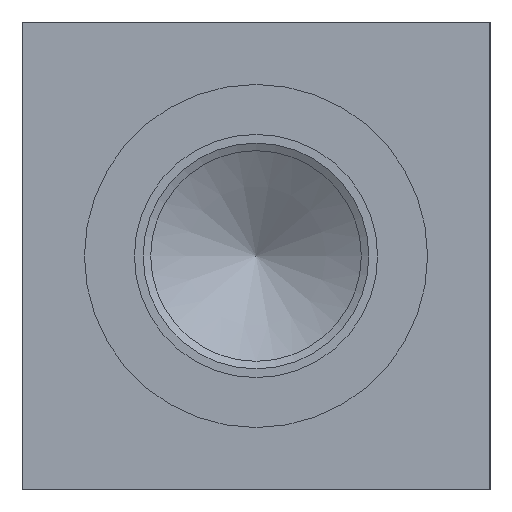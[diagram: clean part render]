
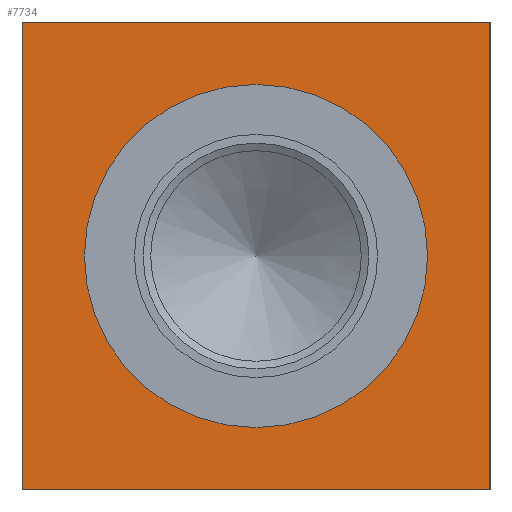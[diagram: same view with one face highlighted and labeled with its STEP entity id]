
A CAD part, left-side view. The second image highlights one B-rep face of the part: STEP entity #7734.
In plain terms, the highlighted planar face has unit normal (-1, 0, 0).
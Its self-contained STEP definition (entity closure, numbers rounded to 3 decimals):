
#124=CIRCLE('',#8013,23.279);
#125=CIRCLE('',#8014,23.279);
#583=FACE_BOUND('',#1429,.T.);
#981=FACE_OUTER_BOUND('',#1428,.T.);
#1428=EDGE_LOOP('',(#6769,#6770,#6771,#6772));
#1429=EDGE_LOOP('',(#6773,#6774));
#1825=LINE('',#10712,#2541);
#2153=LINE('',#13292,#2869);
#2154=LINE('',#13293,#2870);
#2155=LINE('',#13294,#2871);
#2541=VECTOR('',#8846,10.);
#2869=VECTOR('',#9786,10.);
#2870=VECTOR('',#9787,10.);
#2871=VECTOR('',#9788,10.);
#3139=VERTEX_POINT('',#10705);
#3142=VERTEX_POINT('',#10710);
#3485=VERTEX_POINT('',#12944);
#3486=VERTEX_POINT('',#12945);
#3599=VERTEX_POINT('',#13290);
#3600=VERTEX_POINT('',#13291);
#3999=EDGE_CURVE('',#3142,#3139,#1825,.T.);
#4499=EDGE_CURVE('',#3485,#3486,#124,.T.);
#4500=EDGE_CURVE('',#3486,#3485,#125,.T.);
#4665=EDGE_CURVE('',#3599,#3600,#2153,.T.);
#4666=EDGE_CURVE('',#3600,#3139,#2154,.T.);
#4667=EDGE_CURVE('',#3599,#3142,#2155,.T.);
#6769=ORIENTED_EDGE('',*,*,#4665,.T.);
#6770=ORIENTED_EDGE('',*,*,#4666,.T.);
#6771=ORIENTED_EDGE('',*,*,#3999,.F.);
#6772=ORIENTED_EDGE('',*,*,#4667,.F.);
#6773=ORIENTED_EDGE('',*,*,#4499,.T.);
#6774=ORIENTED_EDGE('',*,*,#4500,.T.);
#7039=PLANE('',#8192);
#7734=ADVANCED_FACE('',(#981,#583),#7039,.T.);
#8013=AXIS2_PLACEMENT_3D('',#12946,#9374,#9375);
#8014=AXIS2_PLACEMENT_3D('',#12947,#9376,#9377);
#8192=AXIS2_PLACEMENT_3D('',#13289,#9784,#9785);
#8846=DIRECTION('',(0.,-1.,0.));
#9374=DIRECTION('center_axis',(1.,0.,0.));
#9375=DIRECTION('ref_axis',(0.,0.,1.));
#9376=DIRECTION('center_axis',(1.,0.,0.));
#9377=DIRECTION('ref_axis',(0.,0.,1.));
#9784=DIRECTION('center_axis',(-1.,0.,0.));
#9785=DIRECTION('ref_axis',(0.,-1.,0.));
#9786=DIRECTION('',(0.,-1.,0.));
#9787=DIRECTION('',(0.,0.,1.));
#9788=DIRECTION('',(0.,0.,1.));
#10705=CARTESIAN_POINT('',(0.,0.,63.5));
#10710=CARTESIAN_POINT('',(0.,63.5,63.5));
#10712=CARTESIAN_POINT('',(0.,63.5,63.5));
#12944=CARTESIAN_POINT('',(0.,31.75,55.029));
#12945=CARTESIAN_POINT('',(0.,31.75,8.471));
#12946=CARTESIAN_POINT('Origin',(0.,31.75,31.75));
#12947=CARTESIAN_POINT('Origin',(0.,31.75,31.75));
#13289=CARTESIAN_POINT('Origin',(0.,63.5,0.));
#13290=CARTESIAN_POINT('',(0.,63.5,0.));
#13291=CARTESIAN_POINT('',(0.,0.,0.));
#13292=CARTESIAN_POINT('',(0.,63.5,0.));
#13293=CARTESIAN_POINT('',(0.,0.,0.));
#13294=CARTESIAN_POINT('',(0.,63.5,0.));
